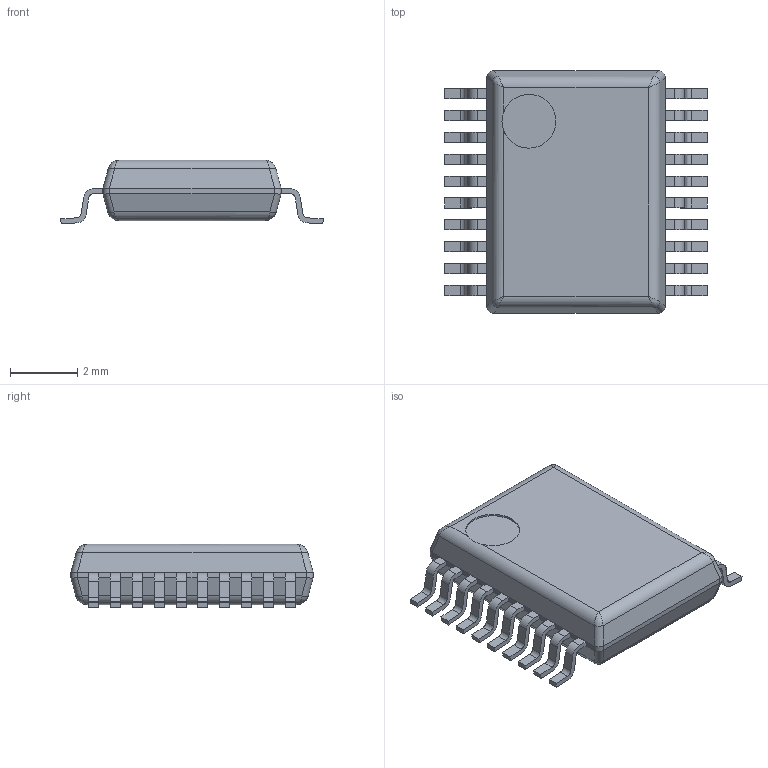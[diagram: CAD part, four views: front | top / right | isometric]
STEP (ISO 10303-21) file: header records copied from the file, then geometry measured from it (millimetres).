
FILE_DESCRIPTION((''),'2;1');
FILE_NAME('DB0020A_ASM','2017-12-14T12:20:04',('a0412086'),(''),'CREO PARAMETRIC BY PTC INC, 2017260','CREO PARAMETRIC BY PTC INC, 2017260','');
FILE_SCHEMA(('AUTOMOTIVE_DESIGN { 1 0 10303 214 1 1 1 1 }'));
Length unit declared in the file: millimetre
Products named in the file (4): BODY-SSOP; LEAD-SSOP; PIN1; DB0020A_ASM
Assembly tree (22 placements, depth 2):
  DB0020A_ASM
    BODY-SSOP
    LEAD-SSOP  x20
    PIN1
Bounding box: 7.8 x 7.2 x 1.9 mm (x, y, z)
Volume: 65.1 mm3; surface area: 141.7 mm2
Topology: 21 solids, 21 shells, 325 faces, 825 edges, 542 vertices
Faces by surface type: plane 215, cylinder 102, bspline 8
Entity records: 3150 total; most frequent: CARTESIAN_POINT 922, DIRECTION 325, ORIENTED_EDGE 282, PRESENTATION_STYLE_ASSIGNMENT 143, STYLED_ITEM 143, CURVE_STYLE 141, EDGE_CURVE 141, AXIS2_PLACEMENT_3D 117
